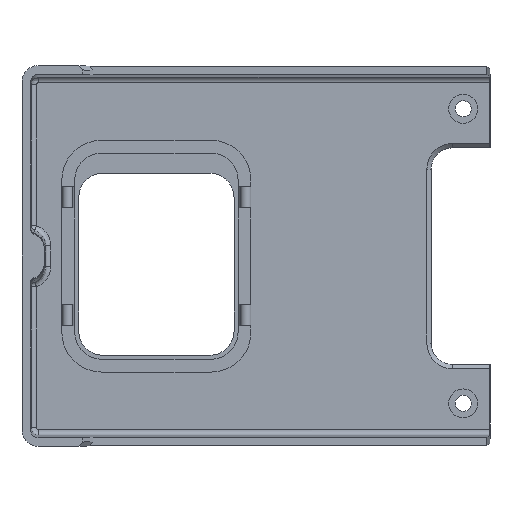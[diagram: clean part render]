
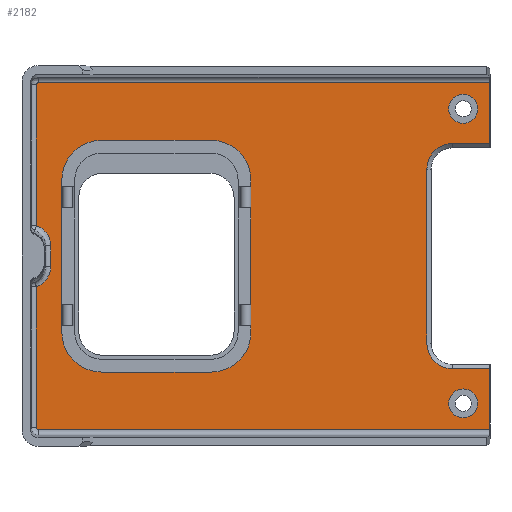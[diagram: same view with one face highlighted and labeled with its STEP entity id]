
A CAD part, top view. The second image highlights one B-rep face of the part: STEP entity #2182.
In plain terms, the highlighted planar face has unit normal (0, 0, 1).
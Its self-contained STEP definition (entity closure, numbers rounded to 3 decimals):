
#22=B_SPLINE_CURVE_WITH_KNOTS('',3,(#3460,#3461,#3462,#3463,#3464),
 .UNSPECIFIED.,.F.,.F.,(4,1,4),(0.,0.212,0.495),
 .UNSPECIFIED.);
#23=B_SPLINE_CURVE_WITH_KNOTS('',3,(#3496,#3497,#3498,#3499,#3500),
 .UNSPECIFIED.,.F.,.F.,(4,1,4),(-0.495,-0.212,0.),
 .UNSPECIFIED.);
#40=ELLIPSE('',#2343,0.4,0.4);
#44=ELLIPSE('',#2356,0.4,0.4);
#73=FACE_BOUND('',#337,.T.);
#74=FACE_BOUND('',#338,.T.);
#75=FACE_BOUND('',#339,.T.);
#119=PLANE('',#2363);
#213=FACE_OUTER_BOUND('',#336,.T.);
#336=EDGE_LOOP('',(#1771,#1772,#1773,#1774,#1775,#1776,#1777,#1778,#1779,
#1780,#1781,#1782,#1783,#1784,#1785,#1786));
#337=EDGE_LOOP('',(#1787,#1788,#1789,#1790,#1791,#1792,#1793,#1794));
#338=EDGE_LOOP('',(#1795));
#339=EDGE_LOOP('',(#1796));
#484=LINE('',#3269,#703);
#488=LINE('',#3278,#707);
#491=LINE('',#3286,#710);
#494=LINE('',#3294,#713);
#524=LINE('',#3384,#743);
#527=LINE('',#3423,#746);
#529=LINE('',#3470,#748);
#531=LINE('',#3516,#750);
#533=LINE('',#3551,#752);
#534=LINE('',#3558,#753);
#535=LINE('',#3560,#754);
#536=LINE('',#3564,#755);
#537=LINE('',#3568,#756);
#538=LINE('',#3569,#757);
#703=VECTOR('',#2627,10.);
#707=VECTOR('',#2637,10.);
#710=VECTOR('',#2646,10.);
#713=VECTOR('',#2655,10.);
#743=VECTOR('',#2751,10.);
#746=VECTOR('',#2766,10.);
#748=VECTOR('',#2776,10.);
#750=VECTOR('',#2786,10.);
#752=VECTOR('',#2798,10.);
#753=VECTOR('',#2809,10.);
#754=VECTOR('',#2810,10.);
#755=VECTOR('',#2813,10.);
#756=VECTOR('',#2816,10.);
#757=VECTOR('',#2817,10.);
#854=CIRCLE('',#2299,7.4);
#855=CIRCLE('',#2302,7.4);
#856=CIRCLE('',#2305,7.4);
#857=CIRCLE('',#2308,7.4);
#882=CIRCLE('',#2364,4.8);
#883=CIRCLE('',#2365,4.8);
#884=CIRCLE('',#2366,2.7);
#885=CIRCLE('',#2367,2.7);
#974=VERTEX_POINT('',#3267);
#975=VERTEX_POINT('',#3268);
#976=VERTEX_POINT('',#3273);
#977=VERTEX_POINT('',#3277);
#978=VERTEX_POINT('',#3281);
#979=VERTEX_POINT('',#3285);
#980=VERTEX_POINT('',#3289);
#981=VERTEX_POINT('',#3293);
#1007=VERTEX_POINT('',#3381);
#1008=VERTEX_POINT('',#3383);
#1010=VERTEX_POINT('',#3413);
#1012=VERTEX_POINT('',#3419);
#1014=VERTEX_POINT('',#3449);
#1017=VERTEX_POINT('',#3458);
#1018=VERTEX_POINT('',#3466);
#1021=VERTEX_POINT('',#3509);
#1024=VERTEX_POINT('',#3514);
#1025=VERTEX_POINT('',#3542);
#1028=VERTEX_POINT('',#3557);
#1029=VERTEX_POINT('',#3559);
#1030=VERTEX_POINT('',#3561);
#1031=VERTEX_POINT('',#3563);
#1032=VERTEX_POINT('',#3565);
#1033=VERTEX_POINT('',#3567);
#1034=VERTEX_POINT('',#3570);
#1035=VERTEX_POINT('',#3572);
#1210=EDGE_CURVE('',#974,#975,#484,.T.);
#1213=EDGE_CURVE('',#975,#976,#854,.T.);
#1215=EDGE_CURVE('',#976,#977,#488,.T.);
#1217=EDGE_CURVE('',#977,#978,#855,.T.);
#1219=EDGE_CURVE('',#978,#979,#491,.T.);
#1221=EDGE_CURVE('',#979,#980,#856,.T.);
#1223=EDGE_CURVE('',#980,#981,#494,.T.);
#1225=EDGE_CURVE('',#981,#974,#857,.T.);
#1267=EDGE_CURVE('',#1007,#1008,#524,.T.);
#1272=EDGE_CURVE('',#1008,#1010,#40,.T.);
#1275=EDGE_CURVE('',#1010,#1012,#527,.T.);
#1279=EDGE_CURVE('',#1017,#1014,#22,.T.);
#1282=EDGE_CURVE('',#1014,#1018,#529,.T.);
#1283=EDGE_CURVE('',#1018,#1007,#23,.T.);
#1289=EDGE_CURVE('',#1024,#1021,#531,.T.);
#1292=EDGE_CURVE('',#1021,#1025,#44,.T.);
#1295=EDGE_CURVE('',#1025,#1017,#533,.T.);
#1298=EDGE_CURVE('',#1024,#1028,#534,.T.);
#1299=EDGE_CURVE('',#1029,#1028,#535,.T.);
#1300=EDGE_CURVE('',#1030,#1029,#882,.T.);
#1301=EDGE_CURVE('',#1031,#1030,#536,.T.);
#1302=EDGE_CURVE('',#1032,#1031,#883,.T.);
#1303=EDGE_CURVE('',#1033,#1032,#537,.T.);
#1304=EDGE_CURVE('',#1033,#1012,#538,.T.);
#1305=EDGE_CURVE('',#1034,#1034,#884,.T.);
#1306=EDGE_CURVE('',#1035,#1035,#885,.T.);
#1771=ORIENTED_EDGE('',*,*,#1275,.F.);
#1772=ORIENTED_EDGE('',*,*,#1272,.F.);
#1773=ORIENTED_EDGE('',*,*,#1267,.F.);
#1774=ORIENTED_EDGE('',*,*,#1283,.F.);
#1775=ORIENTED_EDGE('',*,*,#1282,.F.);
#1776=ORIENTED_EDGE('',*,*,#1279,.F.);
#1777=ORIENTED_EDGE('',*,*,#1295,.F.);
#1778=ORIENTED_EDGE('',*,*,#1292,.F.);
#1779=ORIENTED_EDGE('',*,*,#1289,.F.);
#1780=ORIENTED_EDGE('',*,*,#1298,.T.);
#1781=ORIENTED_EDGE('',*,*,#1299,.F.);
#1782=ORIENTED_EDGE('',*,*,#1300,.F.);
#1783=ORIENTED_EDGE('',*,*,#1301,.F.);
#1784=ORIENTED_EDGE('',*,*,#1302,.F.);
#1785=ORIENTED_EDGE('',*,*,#1303,.F.);
#1786=ORIENTED_EDGE('',*,*,#1304,.T.);
#1787=ORIENTED_EDGE('',*,*,#1210,.T.);
#1788=ORIENTED_EDGE('',*,*,#1213,.T.);
#1789=ORIENTED_EDGE('',*,*,#1215,.T.);
#1790=ORIENTED_EDGE('',*,*,#1217,.T.);
#1791=ORIENTED_EDGE('',*,*,#1219,.T.);
#1792=ORIENTED_EDGE('',*,*,#1221,.T.);
#1793=ORIENTED_EDGE('',*,*,#1223,.T.);
#1794=ORIENTED_EDGE('',*,*,#1225,.T.);
#1795=ORIENTED_EDGE('',*,*,#1305,.T.);
#1796=ORIENTED_EDGE('',*,*,#1306,.T.);
#2182=ADVANCED_FACE('',(#213,#73,#74,#75),#119,.F.);
#2299=AXIS2_PLACEMENT_3D('',#3274,#2632,#2633);
#2302=AXIS2_PLACEMENT_3D('',#3282,#2641,#2642);
#2305=AXIS2_PLACEMENT_3D('',#3290,#2650,#2651);
#2308=AXIS2_PLACEMENT_3D('',#3297,#2659,#2660);
#2343=AXIS2_PLACEMENT_3D('',#3417,#2759,#2760);
#2356=AXIS2_PLACEMENT_3D('',#3546,#2791,#2792);
#2363=AXIS2_PLACEMENT_3D('',#3556,#2807,#2808);
#2364=AXIS2_PLACEMENT_3D('',#3562,#2811,#2812);
#2365=AXIS2_PLACEMENT_3D('',#3566,#2814,#2815);
#2366=AXIS2_PLACEMENT_3D('',#3571,#2818,#2819);
#2367=AXIS2_PLACEMENT_3D('',#3573,#2820,#2821);
#2627=DIRECTION('',(0.,1.,0.));
#2632=DIRECTION('center_axis',(0.,0.,-1.));
#2633=DIRECTION('ref_axis',(0.,1.,0.));
#2637=DIRECTION('',(1.,0.,0.));
#2641=DIRECTION('center_axis',(0.,0.,-1.));
#2642=DIRECTION('ref_axis',(1.,0.,0.));
#2646=DIRECTION('',(0.,-1.,0.));
#2650=DIRECTION('center_axis',(0.,0.,-1.));
#2651=DIRECTION('ref_axis',(0.,-1.,0.));
#2655=DIRECTION('',(-1.,0.,0.));
#2659=DIRECTION('center_axis',(0.,0.,-1.));
#2660=DIRECTION('ref_axis',(-1.,0.,0.));
#2751=DIRECTION('',(0.,1.,0.));
#2759=DIRECTION('center_axis',(0.,0.,-1.));
#2760=DIRECTION('ref_axis',(-0.164,0.986,0.));
#2766=DIRECTION('',(1.,0.,0.));
#2776=DIRECTION('',(0.,1.,0.));
#2786=DIRECTION('',(-1.,0.,0.));
#2791=DIRECTION('center_axis',(0.,0.,-1.));
#2792=DIRECTION('ref_axis',(-0.164,-0.986,0.));
#2798=DIRECTION('',(0.,1.,0.));
#2807=DIRECTION('center_axis',(0.,0.,-1.));
#2808=DIRECTION('ref_axis',(1.,0.,0.));
#2809=DIRECTION('',(0.,1.,0.));
#2810=DIRECTION('',(1.,0.,0.));
#2811=DIRECTION('center_axis',(0.,0.,1.));
#2812=DIRECTION('ref_axis',(-0.707,-0.707,0.));
#2813=DIRECTION('',(0.,-1.,0.));
#2814=DIRECTION('center_axis',(0.,0.,1.));
#2815=DIRECTION('ref_axis',(-0.707,0.707,0.));
#2816=DIRECTION('',(-1.,0.,0.));
#2817=DIRECTION('',(0.,1.,0.));
#2818=DIRECTION('center_axis',(0.,0.,-1.));
#2819=DIRECTION('ref_axis',(1.,0.,0.));
#2820=DIRECTION('center_axis',(0.,0.,-1.));
#2821=DIRECTION('ref_axis',(1.,0.,0.));
#3267=CARTESIAN_POINT('',(-36.305,-14.25,1.6));
#3268=CARTESIAN_POINT('',(-36.305,14.25,1.6));
#3269=CARTESIAN_POINT('',(-36.305,7.125,1.6));
#3273=CARTESIAN_POINT('',(-28.905,21.65,1.6));
#3274=CARTESIAN_POINT('Origin',(-28.905,14.25,1.6));
#3277=CARTESIAN_POINT('',(-8.405,21.65,1.6));
#3278=CARTESIAN_POINT('',(-4.203,21.65,1.6));
#3281=CARTESIAN_POINT('',(-1.005,14.25,1.6));
#3282=CARTESIAN_POINT('Origin',(-8.405,14.25,1.6));
#3285=CARTESIAN_POINT('',(-1.005,-14.25,1.6));
#3286=CARTESIAN_POINT('',(-1.005,-7.125,1.6));
#3289=CARTESIAN_POINT('',(-8.405,-21.65,1.6));
#3290=CARTESIAN_POINT('Origin',(-8.405,-14.25,1.6));
#3293=CARTESIAN_POINT('',(-28.905,-21.65,1.6));
#3294=CARTESIAN_POINT('',(-14.453,-21.65,1.6));
#3297=CARTESIAN_POINT('Origin',(-28.905,-14.25,1.6));
#3381=CARTESIAN_POINT('',(-41.064,5.706,1.6));
#3383=CARTESIAN_POINT('',(-41.064,32.034,1.6));
#3384=CARTESIAN_POINT('',(-41.064,-17.775,1.6));
#3413=CARTESIAN_POINT('',(-40.664,32.434,1.6));
#3417=CARTESIAN_POINT('Origin',(-40.664,32.034,1.6));
#3419=CARTESIAN_POINT('',(43.592,32.434,1.6));
#3423=CARTESIAN_POINT('',(-21.875,32.434,1.6));
#3449=CARTESIAN_POINT('',(-38.373,-1.925,1.6));
#3458=CARTESIAN_POINT('',(-41.064,-5.706,1.6));
#3460=CARTESIAN_POINT('Ctrl Pts',(-41.064,-5.706,1.6));
#3461=CARTESIAN_POINT('Ctrl Pts',(-40.396,-5.475,1.6));
#3462=CARTESIAN_POINT('Ctrl Pts',(-38.981,-4.511,1.6));
#3463=CARTESIAN_POINT('Ctrl Pts',(-38.373,-2.868,1.6));
#3464=CARTESIAN_POINT('Ctrl Pts',(-38.373,-1.925,1.6));
#3466=CARTESIAN_POINT('',(-38.373,1.925,1.6));
#3470=CARTESIAN_POINT('',(-38.373,0.,1.6));
#3496=CARTESIAN_POINT('Ctrl Pts',(-38.373,1.925,1.6));
#3497=CARTESIAN_POINT('Ctrl Pts',(-38.373,2.868,1.6));
#3498=CARTESIAN_POINT('Ctrl Pts',(-38.982,4.512,1.6));
#3499=CARTESIAN_POINT('Ctrl Pts',(-40.396,5.475,1.6));
#3500=CARTESIAN_POINT('Ctrl Pts',(-41.064,5.706,1.6));
#3509=CARTESIAN_POINT('',(-40.664,-32.434,1.6));
#3514=CARTESIAN_POINT('',(43.592,-32.434,1.6));
#3516=CARTESIAN_POINT('',(21.875,-32.434,1.6));
#3542=CARTESIAN_POINT('',(-41.064,-32.034,1.6));
#3546=CARTESIAN_POINT('Origin',(-40.664,-32.034,1.6));
#3551=CARTESIAN_POINT('',(-41.064,-17.775,1.6));
#3556=CARTESIAN_POINT('Origin',(0.,0.,
1.6));
#3557=CARTESIAN_POINT('',(43.592,-21.025,1.6));
#3558=CARTESIAN_POINT('',(43.592,0.,1.6));
#3559=CARTESIAN_POINT('',(36.65,-21.025,1.6));
#3560=CARTESIAN_POINT('',(16.325,-21.025,1.6));
#3561=CARTESIAN_POINT('',(31.85,-16.225,1.6));
#3562=CARTESIAN_POINT('Origin',(36.65,-16.225,1.6));
#3563=CARTESIAN_POINT('',(31.85,16.225,1.6));
#3564=CARTESIAN_POINT('',(31.85,10.113,1.6));
#3565=CARTESIAN_POINT('',(36.65,21.025,1.6));
#3566=CARTESIAN_POINT('Origin',(36.65,16.225,1.6));
#3567=CARTESIAN_POINT('',(43.592,21.025,1.6));
#3568=CARTESIAN_POINT('',(27.325,21.025,1.6));
#3569=CARTESIAN_POINT('',(43.592,0.,1.6));
#3570=CARTESIAN_POINT('',(35.95,27.5,1.6));
#3571=CARTESIAN_POINT('Origin',(38.65,27.5,1.6));
#3572=CARTESIAN_POINT('',(35.95,-27.5,1.6));
#3573=CARTESIAN_POINT('Origin',(38.65,-27.5,1.6));
